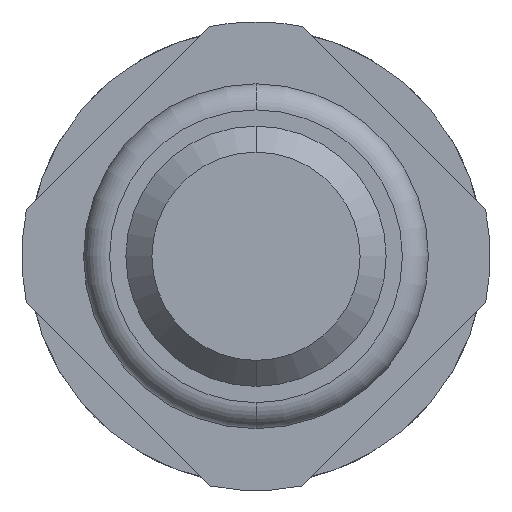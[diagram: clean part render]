
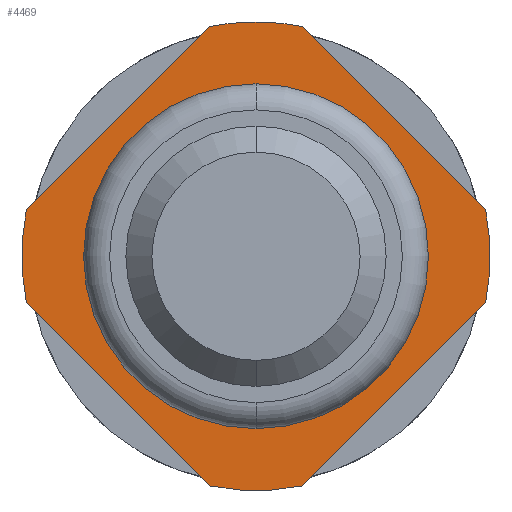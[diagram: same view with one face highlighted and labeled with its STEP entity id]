
A CAD part, front view. The second image highlights one B-rep face of the part: STEP entity #4469.
In plain terms, the highlighted planar face has unit normal (0, -1, 0).
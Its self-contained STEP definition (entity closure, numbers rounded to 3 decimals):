
#2 = CIRCLE ( 'NONE', #6069, 1.8 ) ;
#75 = CARTESIAN_POINT ( 'NONE',  ( -0.357, -2., -1.764 ) ) ;
#139 = CIRCLE ( 'NONE', #5490, 1.325 ) ;
#196 = VECTOR ( 'NONE', #3213, 1000. ) ;
#320 = CARTESIAN_POINT ( 'NONE',  ( 0., -2., -1.325 ) ) ;
#427 = ORIENTED_EDGE ( 'NONE', *, *, #3828, .F. ) ;
#466 = VERTEX_POINT ( 'NONE', #5424 ) ;
#640 = LINE ( 'NONE', #1615, #6088 ) ;
#758 = EDGE_CURVE ( 'Defeature ausgef�hrt2_87+Defeature ausgef�hrt2_99+Defeature ausgef�hrt2_99+Defeature ausgef�hrt2_99', #4677, #4579, #139, .T. ) ;
#765 = EDGE_LOOP ( 'NONE', ( #2997, #4519, #5305, #5837, #1424, #5394, #2661, #6342, #427 ) ) ;
#925 = VERTEX_POINT ( 'NONE', #4800 ) ;
#943 = EDGE_LOOP ( 'NONE', ( #3321, #6412 ) ) ;
#1047 = CARTESIAN_POINT ( 'NONE',  ( 0.357, -2., -1.764 ) ) ;
#1192 = CARTESIAN_POINT ( 'NONE',  ( 0., -2., 0. ) ) ;
#1193 = PLANE ( 'NONE',  #6163 ) ;
#1244 = VERTEX_POINT ( 'NONE', #3447 ) ;
#1424 = ORIENTED_EDGE ( 'NONE', *, *, #2814, .F. ) ;
#1557 = DIRECTION ( 'NONE',  ( 0., 0., 1. ) ) ;
#1615 = CARTESIAN_POINT ( 'NONE',  ( -0.161, -2., 1.961 ) ) ;
#1706 = LINE ( 'NONE', #2701, #196 ) ;
#1746 = DIRECTION ( 'NONE',  ( 0., 0., 1. ) ) ;
#1923 = DIRECTION ( 'NONE',  ( 0., 0., 1. ) ) ;
#1947 = DIRECTION ( 'NONE',  ( 0., 0., 1. ) ) ;
#2209 = CIRCLE ( 'NONE', #5066, 1.8 ) ;
#2301 = CARTESIAN_POINT ( 'NONE',  ( 1.961, -2., 0.161 ) ) ;
#2304 = VECTOR ( 'NONE', #5339, 1000. ) ;
#2384 = DIRECTION ( 'NONE',  ( 0., 1., 0. ) ) ;
#2435 = VERTEX_POINT ( 'NONE', #75 ) ;
#2482 = DIRECTION ( 'NONE',  ( 0., 0., 1. ) ) ;
#2525 = CIRCLE ( 'NONE', #4842, 1.8 ) ;
#2605 = CARTESIAN_POINT ( 'NONE',  ( 0., -2., 0. ) ) ;
#2622 = CIRCLE ( 'NONE', #5966, 1.8 ) ;
#2661 = ORIENTED_EDGE ( 'NONE', *, *, #4531, .F. ) ;
#2685 = FACE_OUTER_BOUND ( 'NONE', #765, .T. ) ;
#2701 = CARTESIAN_POINT ( 'NONE',  ( -0.161, -2., -1.961 ) ) ;
#2752 = AXIS2_PLACEMENT_3D ( 'NONE', #5442, #2384, #2888 ) ;
#2814 = EDGE_CURVE ( 'Defeature ausgef�hrt2_90+Defeature ausgef�hrt2_87+Defeature ausgef�hrt2_103+Defeature ausgef�hrt2_104', #5454, #4277, #6457, .T. ) ;
#2888 = DIRECTION ( 'NONE',  ( 0., 0., 1. ) ) ;
#2896 = DIRECTION ( 'NONE',  ( 0., 1., 0. ) ) ;
#2917 = CARTESIAN_POINT ( 'NONE',  ( 0., -2., 0. ) ) ;
#2997 = ORIENTED_EDGE ( 'NONE', *, *, #5900, .F. ) ;
#3033 = EDGE_CURVE ( 'Defeature ausgef�hrt2_89+Defeature ausgef�hrt2_87+Defeature ausgef�hrt2_104+Defeature ausgef�hrt2_105', #6038, #466, #2622, .T. ) ;
#3153 = DIRECTION ( 'NONE',  ( 0., 0., 1. ) ) ;
#3160 = EDGE_CURVE ( 'Defeature ausgef�hrt2_102+Defeature ausgef�hrt2_87+Defeature ausgef�hrt2_88+Defeature ausgef�hrt2_91', #1244, #4306, #4283, .T. ) ;
#3213 = DIRECTION ( 'NONE',  ( -0.707, 0., 0.707 ) ) ;
#3241 = DIRECTION ( 'NONE',  ( 0., 1., 0. ) ) ;
#3321 = ORIENTED_EDGE ( 'NONE', *, *, #5335, .T. ) ;
#3447 = CARTESIAN_POINT ( 'NONE',  ( 1.764, -2., -0.357 ) ) ;
#3523 = CARTESIAN_POINT ( 'NONE',  ( 0., -2., 1.8 ) ) ;
#3606 = EDGE_CURVE ( 'Defeature ausgef�hrt2_104+Defeature ausgef�hrt2_87+Defeature ausgef�hrt2_90+Defeature ausgef�hrt2_89', #4277, #925, #640, .T. ) ;
#3633 = LINE ( 'NONE', #2301, #5387 ) ;
#3828 = EDGE_CURVE ( 'Defeature ausgef�hrt2_88+Defeature ausgef�hrt2_87+Defeature ausgef�hrt2_105+Defeature ausgef�hrt2_102', #6056, #1244, #2, .T. ) ;
#3879 = FACE_BOUND ( 'NONE', #943, .T. ) ;
#3931 = CARTESIAN_POINT ( 'NONE',  ( 0., -2., 0. ) ) ;
#4272 = DIRECTION ( 'NONE',  ( 0., 1., 0. ) ) ;
#4277 = VERTEX_POINT ( 'NONE', #6100 ) ;
#4283 = LINE ( 'NONE', #4806, #2304 ) ;
#4303 = CARTESIAN_POINT ( 'NONE',  ( 0., -2., 0. ) ) ;
#4306 = VERTEX_POINT ( 'NONE', #1047 ) ;
#4333 = DIRECTION ( 'NONE',  ( 0.707, 0., -0.707 ) ) ;
#4469 = ADVANCED_FACE ( 'Defeature ausgef�hrt2_87', ( #3879, #2685 ), #1193, .F. ) ;
#4519 = ORIENTED_EDGE ( 'NONE', *, *, #3033, .F. ) ;
#4531 = EDGE_CURVE ( 'Defeature ausgef�hrt2_91+Defeature ausgef�hrt2_87+Defeature ausgef�hrt2_102+Defeature ausgef�hrt2_103', #4306, #2435, #2209, .T. ) ;
#4579 = VERTEX_POINT ( 'NONE', #5902 ) ;
#4677 = VERTEX_POINT ( 'NONE', #320 ) ;
#4721 = DIRECTION ( 'NONE',  ( 0., 0., 1. ) ) ;
#4769 = EDGE_CURVE ( 'Defeature ausgef�hrt2_89+Defeature ausgef�hrt2_87+Defeature ausgef�hrt2_104+Defeature ausgef�hrt2_105', #925, #6038, #2525, .T. ) ;
#4781 = DIRECTION ( 'NONE',  ( 0., 1., 0. ) ) ;
#4800 = CARTESIAN_POINT ( 'NONE',  ( -0.357, -2., 1.764 ) ) ;
#4806 = CARTESIAN_POINT ( 'NONE',  ( 1.961, -2., -0.161 ) ) ;
#4842 = AXIS2_PLACEMENT_3D ( 'NONE', #2917, #4272, #1923 ) ;
#5055 = CARTESIAN_POINT ( 'NONE',  ( 0., -2., 0. ) ) ;
#5066 = AXIS2_PLACEMENT_3D ( 'NONE', #4303, #4781, #1746 ) ;
#5264 = DIRECTION ( 'NONE',  ( 0., 1., 0. ) ) ;
#5305 = ORIENTED_EDGE ( 'NONE', *, *, #4769, .F. ) ;
#5335 = EDGE_CURVE ( 'Defeature ausgef�hrt2_87+Defeature ausgef�hrt2_99+Defeature ausgef�hrt2_99+Defeature ausgef�hrt2_99', #4579, #4677, #5710, .T. ) ;
#5339 = DIRECTION ( 'NONE',  ( -0.707, 0., -0.707 ) ) ;
#5357 = CARTESIAN_POINT ( 'NONE',  ( -1.764, -2., -0.357 ) ) ;
#5387 = VECTOR ( 'NONE', #4333, 1000. ) ;
#5394 = ORIENTED_EDGE ( 'NONE', *, *, #5820, .F. ) ;
#5424 = CARTESIAN_POINT ( 'NONE',  ( 0.357, -2., 1.764 ) ) ;
#5442 = CARTESIAN_POINT ( 'NONE',  ( 0., -2., 0. ) ) ;
#5454 = VERTEX_POINT ( 'NONE', #5357 ) ;
#5490 = AXIS2_PLACEMENT_3D ( 'NONE', #3931, #2896, #1947 ) ;
#5710 = CIRCLE ( 'NONE', #6317, 1.325 ) ;
#5820 = EDGE_CURVE ( 'Defeature ausgef�hrt2_103+Defeature ausgef�hrt2_87+Defeature ausgef�hrt2_91+Defeature ausgef�hrt2_90', #2435, #5454, #1706, .T. ) ;
#5837 = ORIENTED_EDGE ( 'NONE', *, *, #3606, .F. ) ;
#5900 = EDGE_CURVE ( 'Defeature ausgef�hrt2_105+Defeature ausgef�hrt2_87+Defeature ausgef�hrt2_89+Defeature ausgef�hrt2_88', #466, #6056, #3633, .T. ) ;
#5902 = CARTESIAN_POINT ( 'NONE',  ( 0., -2., 1.325 ) ) ;
#5966 = AXIS2_PLACEMENT_3D ( 'NONE', #2605, #6149, #1557 ) ;
#6038 = VERTEX_POINT ( 'NONE', #3523 ) ;
#6056 = VERTEX_POINT ( 'NONE', #6636 ) ;
#6069 = AXIS2_PLACEMENT_3D ( 'NONE', #5055, #6573, #2482 ) ;
#6088 = VECTOR ( 'NONE', #6182, 1000. ) ;
#6100 = CARTESIAN_POINT ( 'NONE',  ( -1.764, -2., 0.357 ) ) ;
#6149 = DIRECTION ( 'NONE',  ( 0., 1., 0. ) ) ;
#6163 = AXIS2_PLACEMENT_3D ( 'NONE', #6285, #3241, #4721 ) ;
#6182 = DIRECTION ( 'NONE',  ( 0.707, 0., 0.707 ) ) ;
#6285 = CARTESIAN_POINT ( 'NONE',  ( 1.8, -2., 0. ) ) ;
#6317 = AXIS2_PLACEMENT_3D ( 'NONE', #1192, #5264, #3153 ) ;
#6342 = ORIENTED_EDGE ( 'NONE', *, *, #3160, .F. ) ;
#6412 = ORIENTED_EDGE ( 'NONE', *, *, #758, .T. ) ;
#6457 = CIRCLE ( 'NONE', #2752, 1.8 ) ;
#6573 = DIRECTION ( 'NONE',  ( 0., 1., 0. ) ) ;
#6636 = CARTESIAN_POINT ( 'NONE',  ( 1.764, -2., 0.357 ) ) ;
